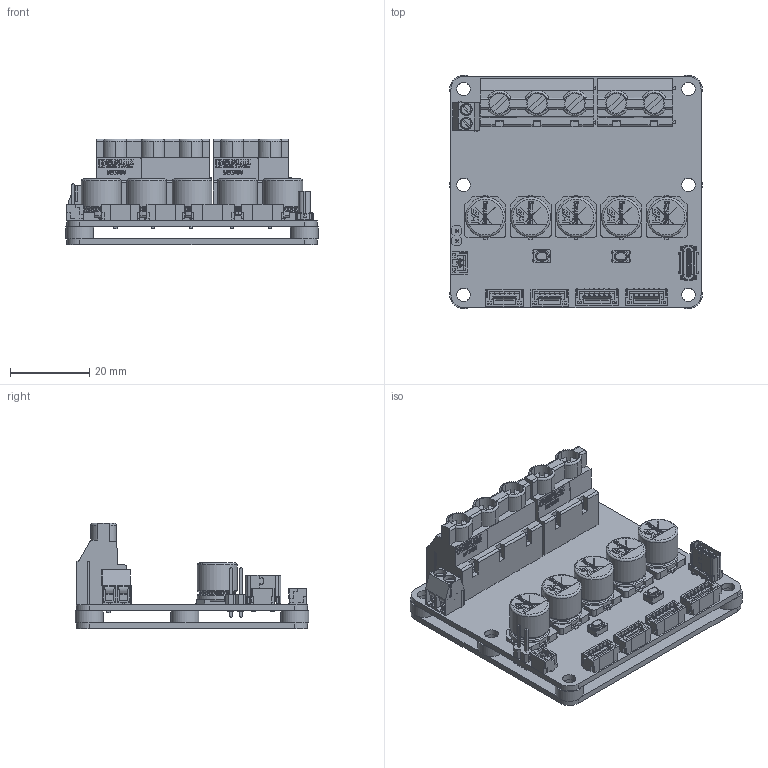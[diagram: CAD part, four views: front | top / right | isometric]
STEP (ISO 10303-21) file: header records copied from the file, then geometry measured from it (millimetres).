
FILE_DESCRIPTION(/* description */ (''),/* implementation_level */ '2;1');
FILE_NAME(/* name */ 'mks xdrive mini.step',/* time_stamp */ '2026-01-28T23:06:39+04:00',/* author */ (''),/* organization */ (''),/* preprocessor_version */ 'ST-DEVELOPER v20.1',/* originating_system */ 'Autodesk Translation Framework v14.21.0.0',/* authorisation */ '');
FILE_SCHEMA (('AUTOMOTIVE_DESIGN { 1 0 10303 214 3 1 1 }'));
Products named in the file (54): 2026-01-28-18-03-50-742; 2026-01-28-18-03-42-256; 2026-01-28-18-03-15-810; 2026-01-28-18-03-13-456; 2026-01-28-18-03-35-676; 2026-01-28-18-03-35-677; 2026-01-28-18-03-35-679; 2026-01-28-18-03-35-682; 2026-01-28-18-03-35-683; 2026-01-28-18-03-35-684; 2026-01-28-18-03-35-685; 2026-01-28-18-03-35-686; 2026-01-28-18-03-35-687; 2026-01-28-18-03-35-688; 2026-01-28-18-03-35-689; 2026-01-28-18-03-35-690; 2026-01-28-18-03-35-691; 2026-01-28-18-03-35-692; 2026-01-28-18-03-35-693; 2026-01-28-18-03-35-694; 2026-01-28-18-03-35-695; 2026-01-28-18-03-35-696; 2026-01-28-18-03-35-698; 2026-01-28-18-03-35-697; 2026-01-28-18-03-35-700; 2026-01-28-18-03-35-701; 2026-01-28-18-03-19-295; 2026-01-28-18-03-19-296; 2026-01-28-18-03-19-297; 2026-01-28-18-03-19-298; 2026-01-28-18-03-19-299; 2026-01-28-18-03-19-300; 2026-01-28-18-03-19-301; 2026-01-28-18-03-19-302; 2026-01-28-18-03-38-225; 2026-01-28-18-03-38-226; 2026-01-28-18-03-38-227; 2026-01-28-18-03-38-228; 2026-01-28-18-03-38-229; 2026-01-28-18-03-38-230 ...
Assembly tree (86 placements, depth 5):
  2026-01-28-18-03-50-742
    2026-01-28-18-03-42-256  x2
    2026-01-28-18-03-15-810  x2
    2026-01-28-18-03-13-456
    2026-01-28-18-03-35-676
      2026-01-28-18-03-35-677
      2026-01-28-18-03-35-679
      2026-01-28-18-03-35-682
        2026-01-28-18-03-35-683  x5
          2026-01-28-18-03-35-684
          2026-01-28-18-03-35-685
        2026-01-28-18-03-35-686  x2
          2026-01-28-18-03-35-687
          2026-01-28-18-03-35-688
          2026-01-28-18-03-35-689
          2026-01-28-18-03-35-690
        2026-01-28-18-03-35-691
          2026-01-28-18-03-35-692
          2026-01-28-18-03-35-693
          2026-01-28-18-03-35-694  x2
          2026-01-28-18-03-35-695  x2
          2026-01-28-18-03-35-696  x4
          2026-01-28-18-03-35-697  x16
          2026-01-28-18-03-35-698  x4
        2026-01-28-18-03-35-700
          2026-01-28-18-03-35-701
    2026-01-28-18-03-19-295
      2026-01-28-18-03-19-296
      2026-01-28-18-03-19-297
      2026-01-28-18-03-19-298
      2026-01-28-18-03-19-299
      2026-01-28-18-03-19-300
      2026-01-28-18-03-19-301
      2026-01-28-18-03-19-302
    2026-01-28-18-03-38-225
      2026-01-28-18-03-38-226
      2026-01-28-18-03-38-227
      2026-01-28-18-03-38-228
      2026-01-28-18-03-38-229
      2026-01-28-18-03-38-230
      2026-01-28-18-03-38-231
      2026-01-28-18-03-38-232
      2026-01-28-18-03-38-233
      2026-01-28-18-03-38-234
      2026-01-28-18-03-38-235
    2026-01-28-18-03-27-435
      2026-01-28-18-03-27-436
      2026-01-28-18-03-27-437
      2026-01-28-18-03-27-438
      2026-01-28-18-03-27-439
      2026-01-28-18-03-27-440
      2026-01-28-18-03-27-441
      2026-01-28-18-03-27-442
    2026-01-28-18-04-02-818
Bounding box: 63.6 x 58.8 x 26.6 mm (x, y, z)
Volume: 23133.2 mm3; surface area: 33908.5 mm2
Topology: 144 solids, 144 shells, 6207 faces, 17058 edges, 11185 vertices
Faces by surface type: plane 4886, cylinder 1052, bspline 202, torus 57, sphere 8, cone 2
Full cylindrical faces by diameter (mm): 0.5 x2, 0.63 x12, 0.66 x2, 0.7 x8, 0.75 x2, 0.946 x6, 1 x30, 1.016 x4, 1.2 x10, 1.25 x9, 1.45 x5, 1.6 x2, 1.8 x2, 2.1 x2, 2.45 x5, 2.65 x5, 3.1 x2, 3.4 x18, 3.65 x5, 3.85 x5, 7 x11, 8.9 x5, 10 x11
Entity records: 133489 total; most frequent: CARTESIAN_POINT 28102, ORIENTED_EDGE 22074, DIRECTION 20255, EDGE_CURVE 11037, LINE 9253, VECTOR 9253, VERTEX_POINT 7211, AXIS2_PLACEMENT_3D 5501
